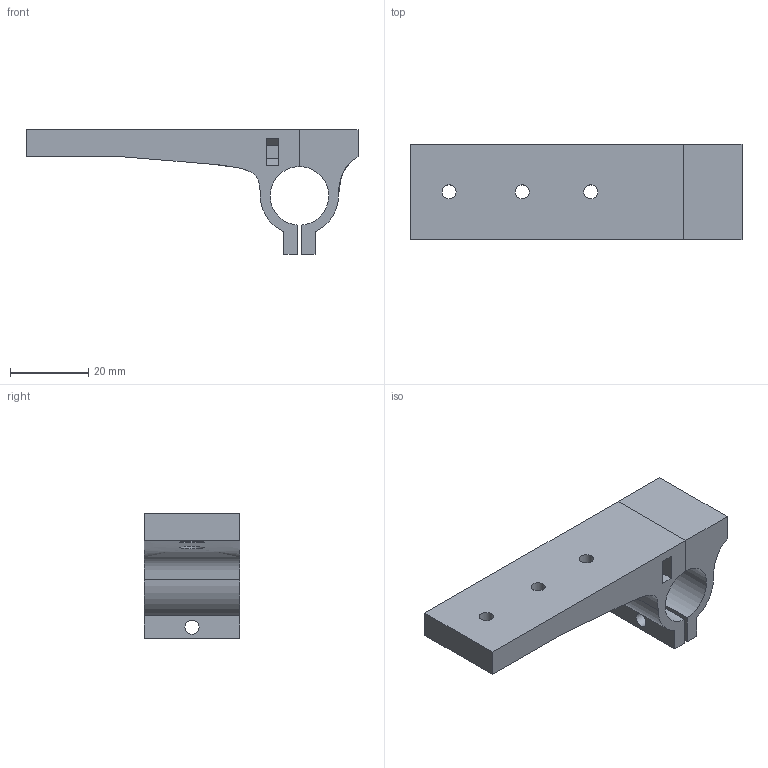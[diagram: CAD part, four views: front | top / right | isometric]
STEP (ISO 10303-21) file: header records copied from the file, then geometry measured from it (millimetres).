
FILE_DESCRIPTION(/* description */ (''),/* implementation_level */ '2;1');
FILE_NAME(/* name */ 'y-bearing-holder.step',/* time_stamp */ '2024-04-30T20:59:05+05:30',/* author */ (''),/* organization */ (''),/* preprocessor_version */ 'ST-DEVELOPER v20',/* originating_system */ 'Autodesk Translation Framework v12.20.1.177',/* authorisation */ '');
FILE_SCHEMA (('AUTOMOTIVE_DESIGN { 1 0 10303 214 3 1 1 }'));
Length unit declared in the file: millimetre
Products named in the file (2): y-bearing-holder; bearing-holder
Assembly tree (1 placements, depth 2):
  y-bearing-holder
    bearing-holder
Bounding box: 85 x 24.5 x 32 mm (x, y, z)
Volume: 20047.4 mm3; surface area: 10192.6 mm2
Topology: 2 solids, 2 shells, 58 faces, 146 edges, 98 vertices
Faces by surface type: plane 37, cylinder 19, bspline 2
Full cylindrical faces by diameter (mm): 3.6 x11, 6 x2, 6.2 x2
Entity records: 1969 total; most frequent: CARTESIAN_POINT 474, ORIENTED_EDGE 292, DIRECTION 292, EDGE_CURVE 146, LINE 98, VECTOR 98, VERTEX_POINT 98, AXIS2_PLACEMENT_3D 97
